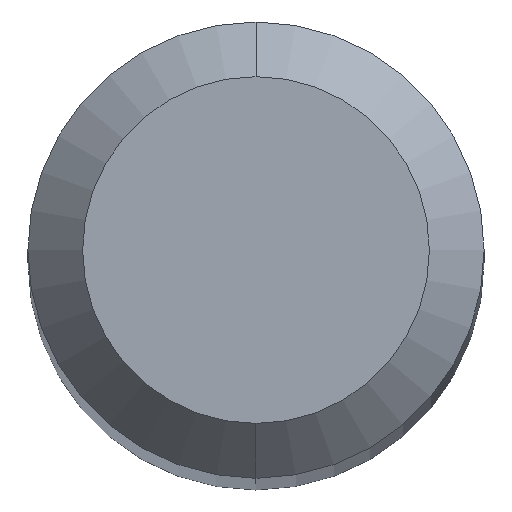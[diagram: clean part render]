
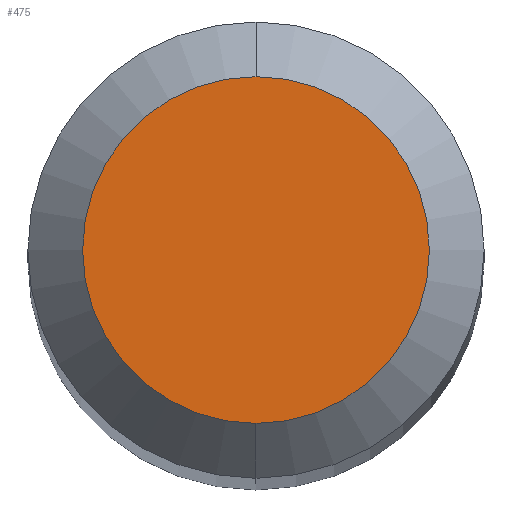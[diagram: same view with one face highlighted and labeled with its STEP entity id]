
A CAD part, top view. The second image highlights one B-rep face of the part: STEP entity #475.
In plain terms, the highlighted planar face has unit normal (0, 0, 1).
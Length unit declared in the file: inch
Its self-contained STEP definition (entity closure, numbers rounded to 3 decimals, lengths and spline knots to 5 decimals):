
#12 = DIRECTION ( 'NONE',  ( 0., 1., 0. ) ) ;
#22 = EDGE_CURVE ( 'NONE', #192, #306, #179, .T. ) ;
#62 = CIRCLE ( 'NONE', #156, 0.0475 ) ;
#108 = CARTESIAN_POINT ( 'NONE',  ( 0., 0., 0. ) ) ;
#135 = DIRECTION ( 'NONE',  ( 0., 0., -1. ) ) ;
#156 = AXIS2_PLACEMENT_3D ( 'NONE', #436, #351, #222 ) ;
#178 = PLANE ( 'NONE',  #430 ) ;
#179 = CIRCLE ( 'NONE', #328, 0.0475 ) ;
#192 = VERTEX_POINT ( 'NONE', #264 ) ;
#215 = ORIENTED_EDGE ( 'NONE', *, *, #458, .T. ) ;
#222 = DIRECTION ( 'NONE',  ( 0., -1., 0. ) ) ;
#255 = CARTESIAN_POINT ( 'NONE',  ( 0., 0.0475, 0. ) ) ;
#264 = CARTESIAN_POINT ( 'NONE',  ( 0., -0.0475, 0. ) ) ;
#306 = VERTEX_POINT ( 'NONE', #255 ) ;
#311 = FACE_OUTER_BOUND ( 'NONE', #381, .T. ) ;
#328 = AXIS2_PLACEMENT_3D ( 'NONE', #108, #550, #372 ) ;
#347 = CARTESIAN_POINT ( 'NONE',  ( 0., 0.0475, 0. ) ) ;
#351 = DIRECTION ( 'NONE',  ( 0., 0., 1. ) ) ;
#372 = DIRECTION ( 'NONE',  ( 0., -1., 0. ) ) ;
#381 = EDGE_LOOP ( 'NONE', ( #215, #559 ) ) ;
#430 = AXIS2_PLACEMENT_3D ( 'NONE', #347, #135, #12 ) ;
#436 = CARTESIAN_POINT ( 'NONE',  ( 0., 0., 0. ) ) ;
#458 = EDGE_CURVE ( 'NONE', #306, #192, #62, .T. ) ;
#475 = ADVANCED_FACE ( 'NONE', ( #311 ), #178, .F. ) ;
#550 = DIRECTION ( 'NONE',  ( 0., 0., 1. ) ) ;
#559 = ORIENTED_EDGE ( 'NONE', *, *, #22, .T. ) ;
